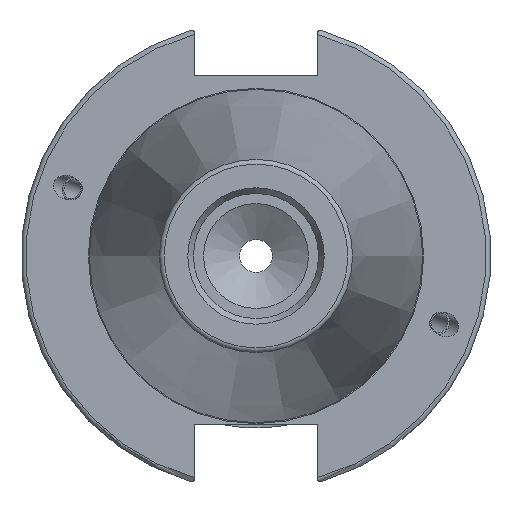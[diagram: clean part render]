
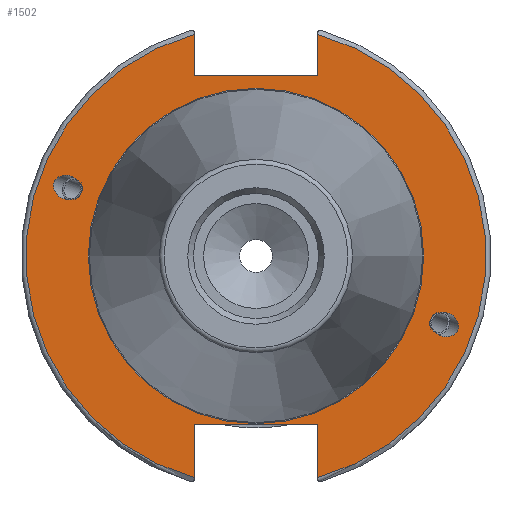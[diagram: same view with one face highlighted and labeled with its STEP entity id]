
A CAD part, left-side view. The second image highlights one B-rep face of the part: STEP entity #1502.
In plain terms, the highlighted planar face has unit normal (-1, 0, 0).
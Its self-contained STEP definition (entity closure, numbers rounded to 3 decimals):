
#41=ELLIPSE('',#1659,3.052,2.5);
#50=ELLIPSE('',#1682,3.052,2.5);
#62=FACE_BOUND('',#291,.T.);
#63=FACE_BOUND('',#292,.T.);
#64=FACE_BOUND('',#293,.T.);
#76=PLANE('',#1692);
#192=FACE_OUTER_BOUND('',#290,.T.);
#290=EDGE_LOOP('',(#1196,#1197,#1198,#1199,#1200,#1201,#1202,#1203));
#291=EDGE_LOOP('',(#1204));
#292=EDGE_LOOP('',(#1205));
#293=EDGE_LOOP('',(#1206));
#375=LINE('',#2609,#456);
#376=LINE('',#2611,#457);
#377=LINE('',#2613,#458);
#378=LINE('',#2617,#459);
#379=LINE('',#2619,#460);
#380=LINE('',#2620,#461);
#456=VECTOR('',#2054,10.);
#457=VECTOR('',#2055,10.);
#458=VECTOR('',#2056,10.);
#459=VECTOR('',#2059,10.);
#460=VECTOR('',#2060,10.);
#461=VECTOR('',#2061,10.);
#559=CIRCLE('',#1690,35.125);
#561=CIRCLE('',#1693,48.213);
#562=CIRCLE('',#1694,48.213);
#653=VERTEX_POINT('',#2500);
#668=VERTEX_POINT('',#2585);
#673=VERTEX_POINT('',#2600);
#674=VERTEX_POINT('',#2605);
#675=VERTEX_POINT('',#2606);
#676=VERTEX_POINT('',#2608);
#677=VERTEX_POINT('',#2610);
#678=VERTEX_POINT('',#2612);
#679=VERTEX_POINT('',#2614);
#680=VERTEX_POINT('',#2616);
#681=VERTEX_POINT('',#2618);
#832=EDGE_CURVE('',#653,#653,#41,.T.);
#855=EDGE_CURVE('',#668,#668,#50,.T.);
#862=EDGE_CURVE('',#673,#673,#559,.T.);
#864=EDGE_CURVE('',#674,#675,#561,.T.);
#865=EDGE_CURVE('',#674,#676,#375,.T.);
#866=EDGE_CURVE('',#676,#677,#376,.T.);
#867=EDGE_CURVE('',#677,#678,#377,.T.);
#868=EDGE_CURVE('',#679,#678,#562,.T.);
#869=EDGE_CURVE('',#679,#680,#378,.T.);
#870=EDGE_CURVE('',#680,#681,#379,.T.);
#871=EDGE_CURVE('',#681,#675,#380,.T.);
#1196=ORIENTED_EDGE('',*,*,#864,.F.);
#1197=ORIENTED_EDGE('',*,*,#865,.T.);
#1198=ORIENTED_EDGE('',*,*,#866,.T.);
#1199=ORIENTED_EDGE('',*,*,#867,.T.);
#1200=ORIENTED_EDGE('',*,*,#868,.F.);
#1201=ORIENTED_EDGE('',*,*,#869,.T.);
#1202=ORIENTED_EDGE('',*,*,#870,.T.);
#1203=ORIENTED_EDGE('',*,*,#871,.T.);
#1204=ORIENTED_EDGE('',*,*,#832,.T.);
#1205=ORIENTED_EDGE('',*,*,#855,.T.);
#1206=ORIENTED_EDGE('',*,*,#862,.F.);
#1502=ADVANCED_FACE('',(#192,#62,#63,#64),#76,.T.);
#1659=AXIS2_PLACEMENT_3D('',#2502,#1975,#1976);
#1682=AXIS2_PLACEMENT_3D('',#2587,#2028,#2029);
#1690=AXIS2_PLACEMENT_3D('',#2602,#2046,#2047);
#1692=AXIS2_PLACEMENT_3D('',#2604,#2050,#2051);
#1693=AXIS2_PLACEMENT_3D('',#2607,#2052,#2053);
#1694=AXIS2_PLACEMENT_3D('',#2615,#2057,#2058);
#1975=DIRECTION('center_axis',(1.,0.,0.));
#1976=DIRECTION('ref_axis',(0.,-0.94,-0.342));
#2028=DIRECTION('center_axis',(1.,0.,0.));
#2029=DIRECTION('ref_axis',(0.,0.94,0.342));
#2046=DIRECTION('center_axis',(-1.,0.,0.));
#2047=DIRECTION('ref_axis',(0.,-1.,0.));
#2050=DIRECTION('center_axis',(-1.,0.,0.));
#2051=DIRECTION('ref_axis',(0.,0.,1.));
#2052=DIRECTION('center_axis',(1.,0.,0.));
#2053=DIRECTION('ref_axis',(0.,-1.,0.));
#2054=DIRECTION('',(0.,0.,-1.));
#2055=DIRECTION('',(0.,1.,0.));
#2056=DIRECTION('',(0.,0.,1.));
#2057=DIRECTION('center_axis',(1.,0.,0.));
#2058=DIRECTION('ref_axis',(0.,1.,0.));
#2059=DIRECTION('',(0.,0.,1.));
#2060=DIRECTION('',(0.,-1.,0.));
#2061=DIRECTION('',(0.,0.,-1.));
#2500=CARTESIAN_POINT('',(3.175,-36.599,-13.321));
#2502=CARTESIAN_POINT('Origin',(3.175,-39.467,-14.365));
#2585=CARTESIAN_POINT('',(3.175,36.599,13.321));
#2587=CARTESIAN_POINT('Origin',(3.175,39.467,14.365));
#2600=CARTESIAN_POINT('',(3.175,0.,35.125));
#2602=CARTESIAN_POINT('Origin',(3.175,0.,0.));
#2604=CARTESIAN_POINT('Origin',(3.175,49.213,0.));
#2605=CARTESIAN_POINT('',(3.175,-12.95,46.441));
#2606=CARTESIAN_POINT('',(3.175,-12.95,-46.441));
#2607=CARTESIAN_POINT('Origin',(3.175,0.,0.));
#2608=CARTESIAN_POINT('',(3.175,-12.95,37.719));
#2609=CARTESIAN_POINT('',(3.175,-12.95,18.86));
#2610=CARTESIAN_POINT('',(3.175,12.95,37.719));
#2611=CARTESIAN_POINT('',(3.175,24.606,37.719));
#2612=CARTESIAN_POINT('',(3.175,12.95,46.441));
#2613=CARTESIAN_POINT('',(3.175,12.95,18.86));
#2614=CARTESIAN_POINT('',(3.175,12.95,-46.441));
#2615=CARTESIAN_POINT('Origin',(3.175,0.,0.));
#2616=CARTESIAN_POINT('',(3.175,12.95,-35.306));
#2617=CARTESIAN_POINT('',(3.175,12.95,-17.653));
#2618=CARTESIAN_POINT('',(3.175,-12.95,-35.306));
#2619=CARTESIAN_POINT('',(3.175,24.606,-35.306));
#2620=CARTESIAN_POINT('',(3.175,-12.95,-17.653));
